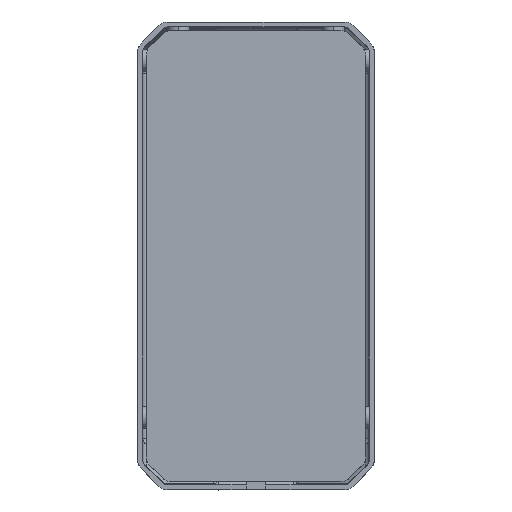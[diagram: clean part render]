
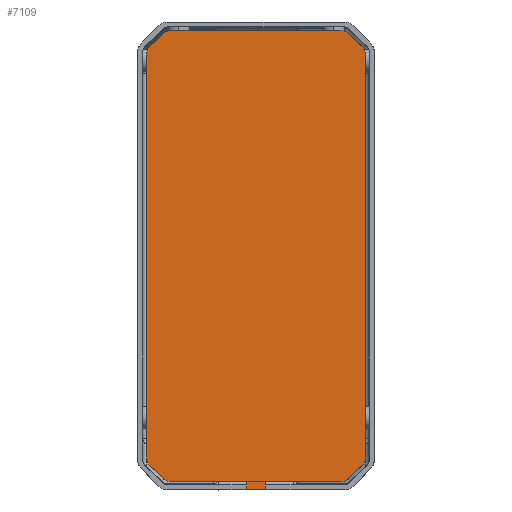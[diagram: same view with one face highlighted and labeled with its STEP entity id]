
A CAD part, top view. The second image highlights one B-rep face of the part: STEP entity #7109.
In plain terms, the highlighted planar face has unit normal (-0.001, -0.005, 1).
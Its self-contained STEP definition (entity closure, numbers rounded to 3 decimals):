
#6641=DIRECTION('',(1.,0.,0.001));
#6642=VECTOR('',#6641,30.746);
#6643=CARTESIAN_POINT('',(368.8,1779.092,504.211));
#6644=LINE('',#6643,#6642);
#6645=DIRECTION('',(0.,1.,0.005));
#6646=VECTOR('',#6645,3.209);
#6647=CARTESIAN_POINT('',(368.8,1775.883,504.196));
#6648=LINE('',#6647,#6646);
#6649=DIRECTION('',(1.,0.,0.001));
#6650=VECTOR('',#6649,7.5);
#6651=CARTESIAN_POINT('',(361.3,1775.883,504.19));
#6652=LINE('',#6651,#6650);
#6653=DIRECTION('',(0.,-1.,-0.005));
#6654=VECTOR('',#6653,3.209);
#6655=CARTESIAN_POINT('',(361.3,1779.092,504.205));
#6656=LINE('',#6655,#6654);
#6657=DIRECTION('',(1.,0.,0.001));
#6658=VECTOR('',#6657,30.746);
#6659=CARTESIAN_POINT('',(330.554,1779.092,504.183));
#6660=LINE('',#6659,#6658);
#6661=CARTESIAN_POINT('',(327.019,1780.557,504.187));
#6662=CARTESIAN_POINT('',(327.507,1780.068,504.185));
#6663=CARTESIAN_POINT('',(328.596,1779.365,504.183));
#6664=CARTESIAN_POINT('',(329.864,1779.092,504.183));
#6665=CARTESIAN_POINT('',(330.554,1779.092,504.183));
#6667=DIRECTION('',(0.707,-0.707,-0.003));
#6668=VECTOR('',#6667,7.135);
#6669=CARTESIAN_POINT('',(321.974,1785.601,504.208));
#6670=LINE('',#6669,#6668);
#6671=CARTESIAN_POINT('',(320.509,1789.136,504.223));
#6672=CARTESIAN_POINT('',(320.509,1788.446,504.22));
#6673=CARTESIAN_POINT('',(320.782,1787.179,504.214));
#6674=CARTESIAN_POINT('',(321.486,1786.09,504.21));
#6675=CARTESIAN_POINT('',(321.974,1785.601,504.208));
#6677=DIRECTION('',(0.,-1.,-0.005));
#6678=VECTOR('',#6677,162.993);
#6679=CARTESIAN_POINT('',(320.509,1952.127,504.998));
#6680=LINE('',#6679,#6678);
#6681=CARTESIAN_POINT('',(321.973,1955.662,505.016));
#6682=CARTESIAN_POINT('',(321.485,1955.174,505.013));
#6683=CARTESIAN_POINT('',(320.782,1954.085,505.007));
#6684=CARTESIAN_POINT('',(320.509,1952.817,505.001));
#6685=CARTESIAN_POINT('',(320.509,1952.127,504.998));
#6687=DIRECTION('',(-0.707,-0.707,-0.004));
#6688=VECTOR('',#6687,7.135);
#6689=CARTESIAN_POINT('',(327.018,1960.707,505.043));
#6690=LINE('',#6689,#6688);
#6691=CARTESIAN_POINT('',(330.553,1962.171,505.053));
#6692=CARTESIAN_POINT('',(329.863,1962.171,505.052));
#6693=CARTESIAN_POINT('',(328.595,1961.898,505.05));
#6694=CARTESIAN_POINT('',(327.506,1961.195,505.046));
#6695=CARTESIAN_POINT('',(327.018,1960.707,505.043));
#6697=DIRECTION('',(-1.,0.,-0.001));
#6698=VECTOR('',#6697,68.993);
#6699=CARTESIAN_POINT('',(399.546,1962.171,505.103));
#6700=LINE('',#6699,#6698);
#6701=CARTESIAN_POINT('',(403.081,1960.707,505.099));
#6702=CARTESIAN_POINT('',(402.593,1961.195,505.101));
#6703=CARTESIAN_POINT('',(401.503,1961.898,505.103));
#6704=CARTESIAN_POINT('',(400.236,1962.171,505.104));
#6705=CARTESIAN_POINT('',(399.546,1962.171,505.103));
#6707=DIRECTION('',(-0.707,0.707,0.003));
#6708=VECTOR('',#6707,7.135);
#6709=CARTESIAN_POINT('',(408.126,1955.662,505.078));
#6710=LINE('',#6709,#6708);
#6711=CARTESIAN_POINT('',(409.59,1952.127,505.063));
#6712=CARTESIAN_POINT('',(409.59,1952.817,505.066));
#6713=CARTESIAN_POINT('',(409.317,1954.085,505.072));
#6714=CARTESIAN_POINT('',(408.614,1955.174,505.076));
#6715=CARTESIAN_POINT('',(408.126,1955.662,505.078));
#6717=DIRECTION('',(0.,1.,0.005));
#6718=VECTOR('',#6717,162.993);
#6719=CARTESIAN_POINT('',(409.591,1789.136,504.288));
#6720=LINE('',#6719,#6718);
#6721=CARTESIAN_POINT('',(408.126,1785.601,504.27));
#6722=CARTESIAN_POINT('',(408.614,1786.09,504.273));
#6723=CARTESIAN_POINT('',(409.318,1787.179,504.279));
#6724=CARTESIAN_POINT('',(409.591,1788.446,504.285));
#6725=CARTESIAN_POINT('',(409.591,1789.136,504.288));
#6727=DIRECTION('',(0.707,0.707,0.004));
#6728=VECTOR('',#6727,7.135);
#6729=CARTESIAN_POINT('',(403.081,1780.557,504.243));
#6730=LINE('',#6729,#6728);
#6731=CARTESIAN_POINT('',(399.546,1779.092,504.233));
#6732=CARTESIAN_POINT('',(400.237,1779.092,504.234));
#6733=CARTESIAN_POINT('',(401.504,1779.365,504.236));
#6734=CARTESIAN_POINT('',(402.593,1780.068,504.24));
#6735=CARTESIAN_POINT('',(403.081,1780.557,504.243));
#6777=CARTESIAN_POINT('',(408.126,1955.662,505.078));
#6778=CARTESIAN_POINT('',(403.081,1960.707,505.099));
#6779=VERTEX_POINT('',#6777);
#6780=VERTEX_POINT('',#6778);
#6781=VERTEX_POINT('',#6711);
#6782=VERTEX_POINT('',#6721);
#6783=VERTEX_POINT('',#6725);
#6784=CARTESIAN_POINT('',(403.081,1780.557,504.243));
#6785=VERTEX_POINT('',#6784);
#6786=VERTEX_POINT('',#6731);
#6787=VERTEX_POINT('',#6705);
#6788=CARTESIAN_POINT('',(327.018,1960.707,505.043));
#6789=CARTESIAN_POINT('',(321.973,1955.662,505.016));
#6790=VERTEX_POINT('',#6788);
#6791=VERTEX_POINT('',#6789);
#6792=VERTEX_POINT('',#6685);
#6793=CARTESIAN_POINT('',(321.974,1785.601,504.208));
#6794=CARTESIAN_POINT('',(327.019,1780.557,504.187));
#6795=VERTEX_POINT('',#6793);
#6796=VERTEX_POINT('',#6794);
#6797=VERTEX_POINT('',#6671);
#6798=VERTEX_POINT('',#6665);
#6799=CARTESIAN_POINT('',(361.3,1779.092,504.205));
#6800=CARTESIAN_POINT('',(361.3,1775.883,504.19));
#6801=VERTEX_POINT('',#6799);
#6802=VERTEX_POINT('',#6800);
#6807=CARTESIAN_POINT('',(368.8,1775.883,504.196));
#6808=VERTEX_POINT('',#6807);
#6813=CARTESIAN_POINT('',(368.8,1779.092,504.211));
#6814=VERTEX_POINT('',#6813);
#6815=CARTESIAN_POINT('',(330.553,1962.171,505.053));
#6816=VERTEX_POINT('',#6815);
#7076=CARTESIAN_POINT('',(365.05,1870.632,504.643));
#7077=DIRECTION('',(-0.001,-0.005,1.));
#7078=DIRECTION('',(-1.,0.,-0.001));
#7079=AXIS2_PLACEMENT_3D('',#7076,#7077,#7078);
#7080=PLANE('',#7079);
#7081=ORIENTED_EDGE('',*,*,#6944,.F.);
#7083=ORIENTED_EDGE('',*,*,#7082,.F.);
#7085=ORIENTED_EDGE('',*,*,#7084,.F.);
#7087=ORIENTED_EDGE('',*,*,#7086,.F.);
#7088=ORIENTED_EDGE('',*,*,#6936,.F.);
#7089=ORIENTED_EDGE('',*,*,#6958,.F.);
#7090=ORIENTED_EDGE('',*,*,#6972,.F.);
#7091=ORIENTED_EDGE('',*,*,#6986,.F.);
#7092=ORIENTED_EDGE('',*,*,#7001,.F.);
#7093=ORIENTED_EDGE('',*,*,#7014,.F.);
#7094=ORIENTED_EDGE('',*,*,#7028,.F.);
#7095=ORIENTED_EDGE('',*,*,#7042,.F.);
#7096=ORIENTED_EDGE('',*,*,#7057,.F.);
#7097=ORIENTED_EDGE('',*,*,#7069,.F.);
#7098=ORIENTED_EDGE('',*,*,#6852,.F.);
#7099=ORIENTED_EDGE('',*,*,#6868,.F.);
#7100=ORIENTED_EDGE('',*,*,#6885,.F.);
#7102=ORIENTED_EDGE('',*,*,#7101,.F.);
#7104=ORIENTED_EDGE('',*,*,#7103,.F.);
#7106=ORIENTED_EDGE('',*,*,#7105,.F.);
#7107=EDGE_LOOP('',(#7081,#7083,#7085,#7087,#7088,#7089,#7090,#7091,#7092,#7093,
#7094,#7095,#7096,#7097,#7098,#7099,#7100,#7102,#7104,#7106));
#7108=FACE_OUTER_BOUND('',#7107,.F.);
#7109=ADVANCED_FACE('',(#7108),#7080,.T.);
#6666=B_SPLINE_CURVE_WITH_KNOTS('',3,(#6661,#6662,#6663,#6664,#6665),
.UNSPECIFIED.,.F.,.F.,(4,1,4),(0.,0.5,1.),.UNSPECIFIED.);
#6676=B_SPLINE_CURVE_WITH_KNOTS('',3,(#6671,#6672,#6673,#6674,#6675),
.UNSPECIFIED.,.F.,.F.,(4,1,4),(0.,0.5,1.),.UNSPECIFIED.);
#6686=B_SPLINE_CURVE_WITH_KNOTS('',3,(#6681,#6682,#6683,#6684,#6685),
.UNSPECIFIED.,.F.,.F.,(4,1,4),(0.,0.5,1.),.UNSPECIFIED.);
#6696=B_SPLINE_CURVE_WITH_KNOTS('',3,(#6691,#6692,#6693,#6694,#6695),
.UNSPECIFIED.,.F.,.F.,(4,1,4),(0.,0.5,1.),.UNSPECIFIED.);
#6706=B_SPLINE_CURVE_WITH_KNOTS('',3,(#6701,#6702,#6703,#6704,#6705),
.UNSPECIFIED.,.F.,.F.,(4,1,4),(0.,0.5,1.),.UNSPECIFIED.);
#6716=B_SPLINE_CURVE_WITH_KNOTS('',3,(#6711,#6712,#6713,#6714,#6715),
.UNSPECIFIED.,.F.,.F.,(4,1,4),(0.,0.5,1.),.UNSPECIFIED.);
#6726=B_SPLINE_CURVE_WITH_KNOTS('',3,(#6721,#6722,#6723,#6724,#6725),
.UNSPECIFIED.,.F.,.F.,(4,1,4),(0.,0.5,1.),.UNSPECIFIED.);
#6736=B_SPLINE_CURVE_WITH_KNOTS('',3,(#6731,#6732,#6733,#6734,#6735),
.UNSPECIFIED.,.F.,.F.,(4,1,4),(0.,0.5,1.),.UNSPECIFIED.);
#6852=EDGE_CURVE('',#6779,#6780,#6710,.T.);
#6868=EDGE_CURVE('',#6781,#6779,#6716,.T.);
#6885=EDGE_CURVE('',#6783,#6781,#6720,.T.);
#6936=EDGE_CURVE('',#6798,#6801,#6660,.T.);
#6944=EDGE_CURVE('',#6814,#6786,#6644,.T.);
#6958=EDGE_CURVE('',#6796,#6798,#6666,.T.);
#6972=EDGE_CURVE('',#6795,#6796,#6670,.T.);
#6986=EDGE_CURVE('',#6797,#6795,#6676,.T.);
#7001=EDGE_CURVE('',#6792,#6797,#6680,.T.);
#7014=EDGE_CURVE('',#6791,#6792,#6686,.T.);
#7028=EDGE_CURVE('',#6790,#6791,#6690,.T.);
#7042=EDGE_CURVE('',#6816,#6790,#6696,.T.);
#7057=EDGE_CURVE('',#6787,#6816,#6700,.T.);
#7069=EDGE_CURVE('',#6780,#6787,#6706,.T.);
#7082=EDGE_CURVE('',#6808,#6814,#6648,.T.);
#7084=EDGE_CURVE('',#6802,#6808,#6652,.T.);
#7086=EDGE_CURVE('',#6801,#6802,#6656,.T.);
#7101=EDGE_CURVE('',#6782,#6783,#6726,.T.);
#7103=EDGE_CURVE('',#6785,#6782,#6730,.T.);
#7105=EDGE_CURVE('',#6786,#6785,#6736,.T.);
